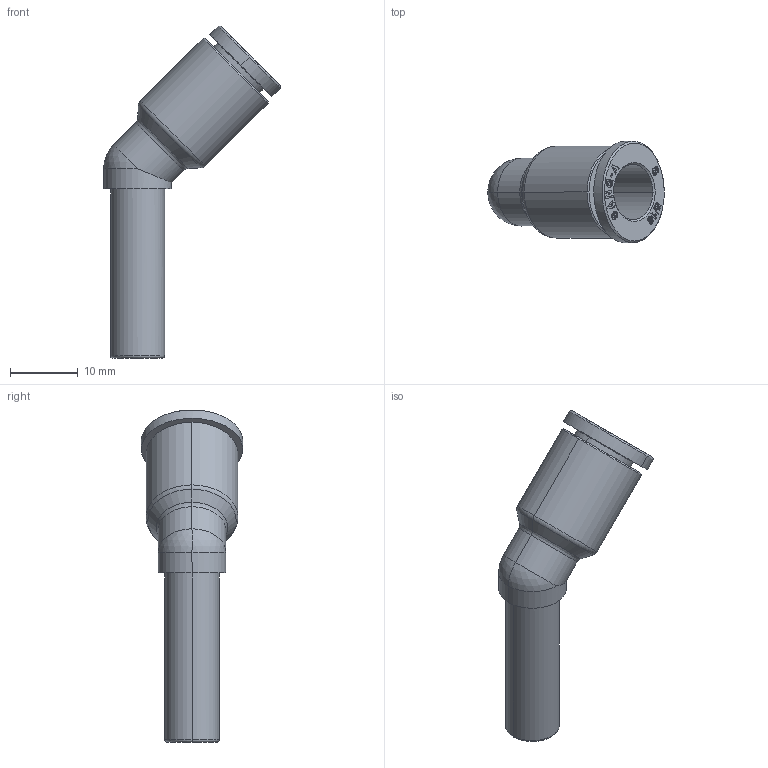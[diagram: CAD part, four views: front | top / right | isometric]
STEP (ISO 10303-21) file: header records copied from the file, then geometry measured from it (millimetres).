
FILE_DESCRIPTION((''),'2;1');
FILE_NAME('GPLJ45_08(3D).stp','2012-12-21T10:29:57',(''),(''),'Mechanical Desktop.R8.0.24.0','Mechanical Desktop.R8.0.24.0',', , ');
FILE_SCHEMA(('CONFIG_CONTROL_DESIGN'));
Length unit declared in the file: millimetre
Products named in the file (2): GPLJ45_08(3D); 睡ヶ1
Assembly tree (1 placements, depth 2):
  GPLJ45_08(3D)
    睡ヶ1
Bounding box: 26.11 x 15 x 49.1 mm (x, y, z)
Volume: 3518.2 mm3; surface area: 2511 mm2
Topology: 1 solids, 1 shells, 405 faces, 1132 edges, 749 vertices
Faces by surface type: plane 339, bspline 31, cylinder 21, cone 8, torus 4, sphere 2
Entity records: 13709 total; most frequent: CARTESIAN_POINT 3192, ORIENTED_EDGE 2264, DIRECTION 1998, EDGE_CURVE 1132, VECTOR 1008, LINE 1008, VERTEX_POINT 749, AXIS2_PLACEMENT_3D 495
